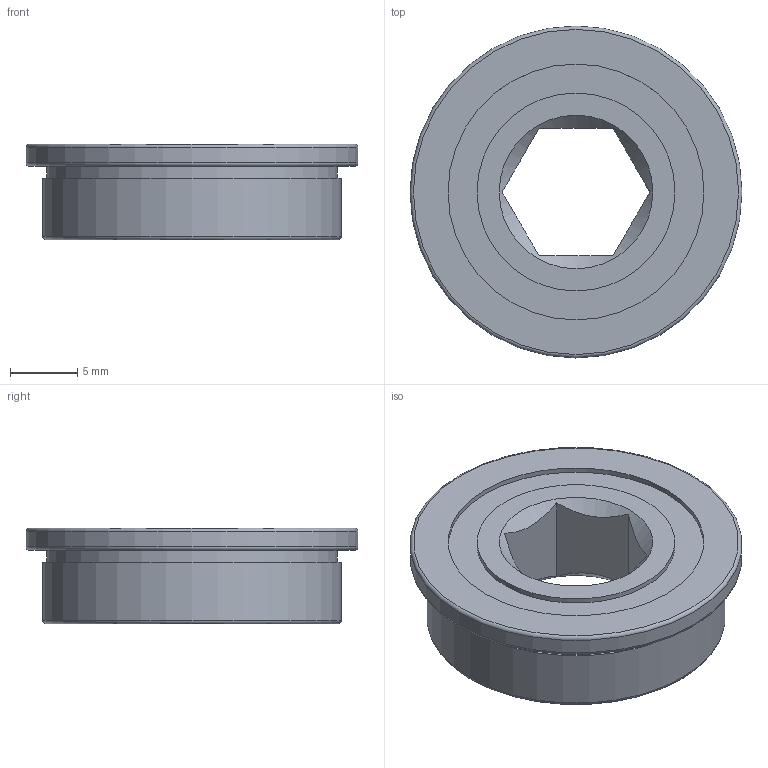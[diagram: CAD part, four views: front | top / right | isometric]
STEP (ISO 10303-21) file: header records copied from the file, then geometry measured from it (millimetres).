
FILE_DESCRIPTION (( 'STEP AP214' ), '1' );
FILE_NAME ('am-4489 FR6 2RS-Hex HD Bearing.STEP', '2022-01-14T21:07:48', ( '' ), ( '' ), 'SwSTEP 2.0', 'SolidWorks 2021', '' );
FILE_SCHEMA (( 'AUTOMOTIVE_DESIGN' ));
Length unit declared in the file: inch
Products named in the file (1): am-4489 FR6 2RS-Hex HD Bearing
Bounding box: 24.71 x 24.71 x 7.11 mm (x, y, z)
Volume: 2223.7 mm3; surface area: 1618.3 mm2
Topology: 1 solids, 1 shells, 26 faces, 50 edges, 32 vertices
Faces by surface type: plane 14, cylinder 7, torus 3, cone 2
Full cylindrical faces by diameter (mm): 14.732 x2, 19.05 x2, 21.59 x1, 22.225 x1, 24.714 x1
Entity records: 762 total; most frequent: CARTESIAN_POINT 219, DIRECTION 98, ORIENTED_EDGE 74, EDGE_LOOP 46, AXIS2_PLACEMENT_3D 46, EDGE_CURVE 37, FACE_OUTER_BOUND 36, VERTEX_POINT 31
